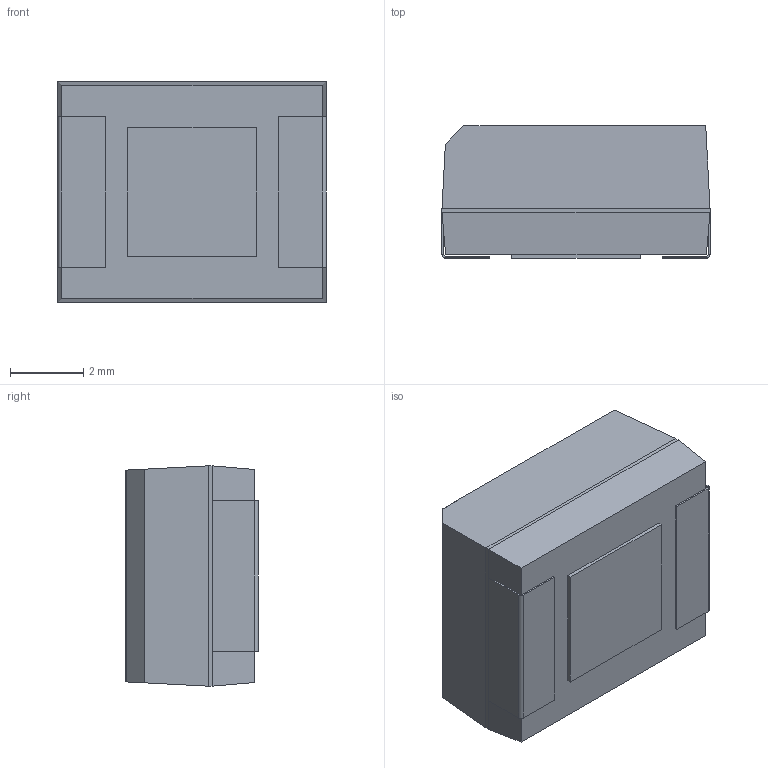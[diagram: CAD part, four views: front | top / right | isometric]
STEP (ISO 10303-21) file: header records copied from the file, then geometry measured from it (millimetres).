
FILE_DESCRIPTION (( 'STEP AP214' ), '1' );
FILE_NAME ('BC70B9C2-CDEE-4062-A77B-1100164395D9.STEP', '2025-06-30T09:37:41', ( '' ), ( '' ), 'SwSTEP 2.0', 'SolidWorks 2022', '' );
FILE_SCHEMA (( 'AUTOMOTIVE_DESIGN' ));
Length unit declared in the file: millimetre
Products named in the file (1): BC70B9C2-CDEE-4062-A77B-1100164395D9
Bounding box: 7.3 x 3.6 x 6 mm (x, y, z)
Volume: 149.8 mm3; surface area: 215.2 mm2
Topology: 3 solids, 3 shells, 146 faces, 384 edges, 252 vertices
Faces by surface type: plane 80, bspline 62, cylinder 4
Entity records: 6430 total; most frequent: CARTESIAN_POINT 1589, ORIENTED_EDGE 768, DIRECTION 438, EDGE_CURVE 384, VERTEX_POINT 252, VECTOR 252, LINE 252, EDGE_LOOP 154
